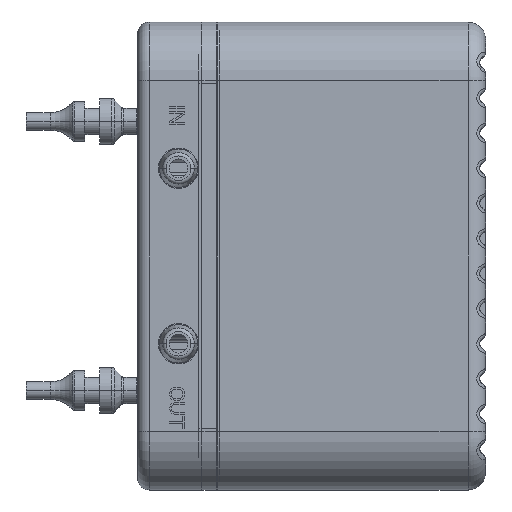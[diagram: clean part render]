
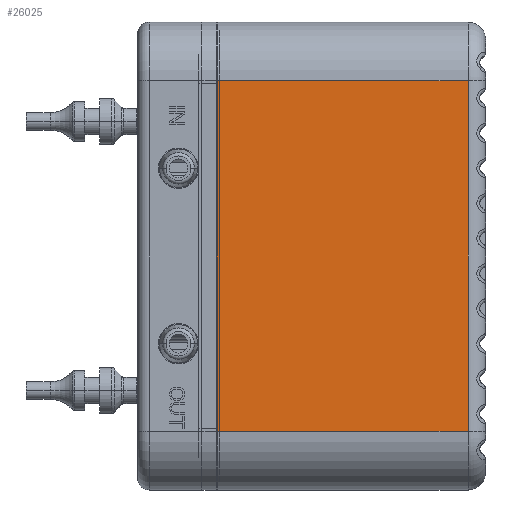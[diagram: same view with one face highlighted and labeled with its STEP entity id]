
A CAD part, left-side view. The second image highlights one B-rep face of the part: STEP entity #26025.
In plain terms, the highlighted planar face has unit normal (-1, 0, 0).
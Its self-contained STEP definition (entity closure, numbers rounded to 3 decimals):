
#307=DIRECTION('',(0.,0.,1.));
#308=VECTOR('',#307,60.);
#309=CARTESIAN_POINT('',(-56.5,0.,-30.));
#310=LINE('',#309,#308);
#9215=DIRECTION('',(0.,-1.,0.));
#9216=VECTOR('',#9215,43.);
#9217=CARTESIAN_POINT('',(-56.5,0.,30.));
#9218=LINE('',#9217,#9216);
#9222=DIRECTION('',(0.,0.,-1.));
#9223=VECTOR('',#9222,60.);
#9224=CARTESIAN_POINT('',(-56.5,-43.,30.));
#9225=LINE('',#9224,#9223);
#9229=DIRECTION('',(0.,-1.,0.));
#9230=VECTOR('',#9229,43.);
#9231=CARTESIAN_POINT('',(-56.5,0.,-30.));
#9232=LINE('',#9231,#9230);
#12123=CARTESIAN_POINT('',(-56.5,0.,30.));
#12125=VERTEX_POINT('',#12123);
#12129=CARTESIAN_POINT('',(-56.5,-43.,30.));
#12130=VERTEX_POINT('',#12129);
#12148=CARTESIAN_POINT('',(-56.5,0.,-30.));
#12150=VERTEX_POINT('',#12148);
#12151=CARTESIAN_POINT('',(-56.5,-43.,-30.));
#12152=VERTEX_POINT('',#12151);
#26012=CARTESIAN_POINT('',(-56.5,0.,-40.));
#26013=DIRECTION('',(-1.,0.,0.));
#26014=DIRECTION('',(0.,0.,1.));
#26015=AXIS2_PLACEMENT_3D('',#26012,#26013,#26014);
#26016=PLANE('',#26015);
#26018=ORIENTED_EDGE('',*,*,#26017,.T.);
#26020=ORIENTED_EDGE('',*,*,#26019,.T.);
#26021=ORIENTED_EDGE('',*,*,#25997,.F.);
#26022=ORIENTED_EDGE('',*,*,#13711,.T.);
#26023=EDGE_LOOP('',(#26018,#26020,#26021,#26022));
#26024=FACE_OUTER_BOUND('',#26023,.F.);
#26025=ADVANCED_FACE('',(#26024),#26016,.T.);
#13711=EDGE_CURVE('',#12150,#12125,#310,.T.);
#25997=EDGE_CURVE('',#12150,#12152,#9232,.T.);
#26017=EDGE_CURVE('',#12125,#12130,#9218,.T.);
#26019=EDGE_CURVE('',#12130,#12152,#9225,.T.);
